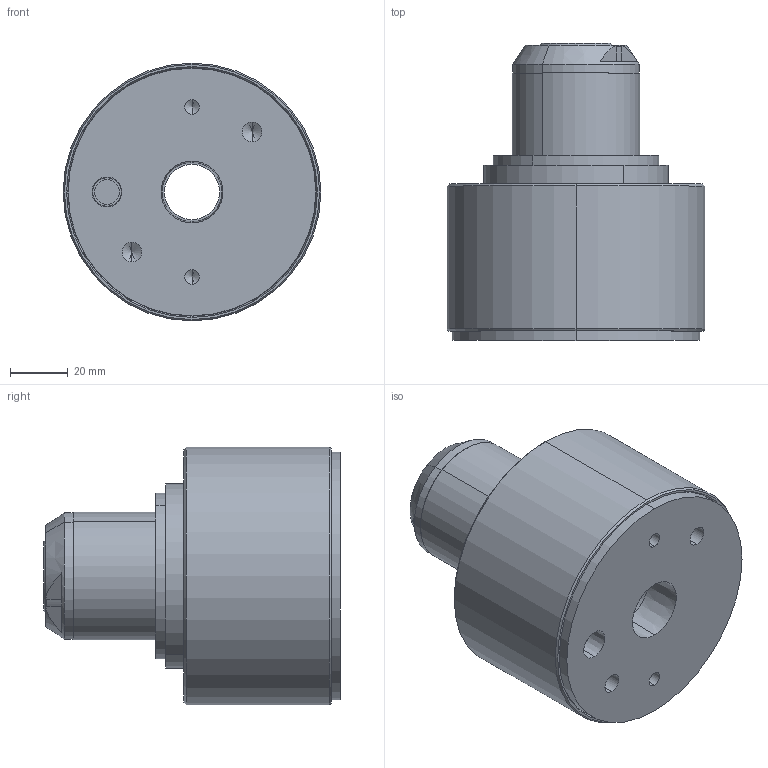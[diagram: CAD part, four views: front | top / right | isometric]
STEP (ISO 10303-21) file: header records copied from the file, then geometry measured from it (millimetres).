
FILE_DESCRIPTION (( 'STEP AP214' ), '1' );
FILE_NAME ('CTSC-001843.STEP', '2025-01-22T13:54:40', ( '' ), ( '' ), 'SwSTEP 2.0', 'SolidWorks 2023', '' );
FILE_SCHEMA (( 'AUTOMOTIVE_DESIGN' ));
Length unit declared in the file: inch
Products named in the file (1): CTSC-001843
Bounding box: 88.9 x 102.41 x 88.9 mm (x, y, z)
Volume: 383569.3 mm3; surface area: 51390.2 mm2
Topology: 1 solids, 2 shells, 83 faces, 187 edges, 114 vertices
Faces by surface type: cylinder 35, cone 24, plane 24
Entity records: 3075 total; most frequent: CARTESIAN_POINT 437, DIRECTION 435, ORIENTED_EDGE 358, EDGE_CURVE 179, AXIS2_PLACEMENT_3D 178, VERTEX_POINT 114, EDGE_LOOP 101, CIRCLE 94
